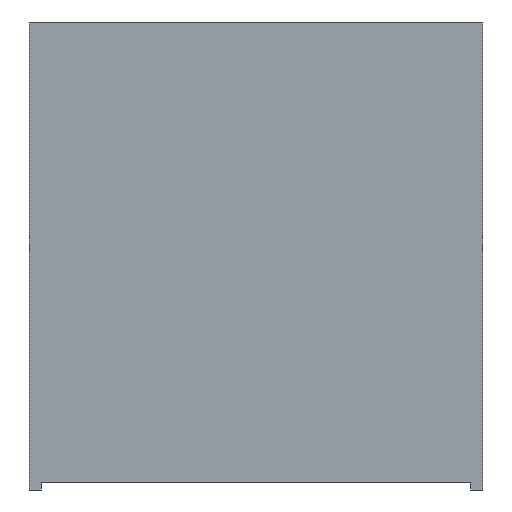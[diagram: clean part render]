
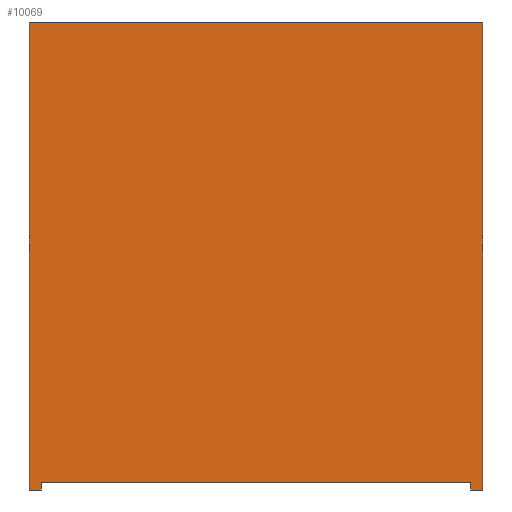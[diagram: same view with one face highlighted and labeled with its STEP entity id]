
A CAD part, front view. The second image highlights one B-rep face of the part: STEP entity #10069.
In plain terms, the highlighted planar face has unit normal (0, -1, 0).
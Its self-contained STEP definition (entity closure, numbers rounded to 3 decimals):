
#21 = EDGE_CURVE('',#22,#24,#26,.T.);
#22 = VERTEX_POINT('',#23);
#23 = CARTESIAN_POINT('',(-7.108,6.739,64.801));
#24 = VERTEX_POINT('',#25);
#25 = CARTESIAN_POINT('',(2.192,6.739,64.801));
#26 = SURFACE_CURVE('',#27,(#31,#43),.PCURVE_S1.);
#27 = LINE('',#28,#29);
#28 = CARTESIAN_POINT('',(-7.108,6.739,64.801));
#29 = VECTOR('',#30,1.);
#30 = DIRECTION('',(1.,0.,0.));
#31 = PCURVE('',#32,#37);
#32 = PLANE('',#33);
#33 = AXIS2_PLACEMENT_3D('',#34,#35,#36);
#34 = CARTESIAN_POINT('',(2.192,10.739,64.801));
#35 = DIRECTION('',(0.,0.,-1.));
#36 = DIRECTION('',(-1.,0.,0.));
#37 = DEFINITIONAL_REPRESENTATION('',(#38),#42);
#38 = LINE('',#39,#40);
#39 = CARTESIAN_POINT('',(9.3,-4.));
#40 = VECTOR('',#41,1.);
#41 = DIRECTION('',(-1.,0.));
#42 = ( GEOMETRIC_REPRESENTATION_CONTEXT(2) 
PARAMETRIC_REPRESENTATION_CONTEXT() REPRESENTATION_CONTEXT('2D SPACE',''
  ) );
#43 = PCURVE('',#44,#49);
#44 = PLANE('',#45);
#45 = AXIS2_PLACEMENT_3D('',#46,#47,#48);
#46 = CARTESIAN_POINT('',(-2.458,6.739,60.001));
#47 = DIRECTION('',(0.,1.,0.));
#48 = DIRECTION('',(0.,0.,1.));
#49 = DEFINITIONAL_REPRESENTATION('',(#50),#54);
#50 = LINE('',#51,#52);
#51 = CARTESIAN_POINT('',(4.8,-4.65));
#52 = VECTOR('',#53,1.);
#53 = DIRECTION('',(0.,1.));
#54 = ( GEOMETRIC_REPRESENTATION_CONTEXT(2) 
PARAMETRIC_REPRESENTATION_CONTEXT() REPRESENTATION_CONTEXT('2D SPACE',''
  ) );
#72 = PLANE('',#73);
#73 = AXIS2_PLACEMENT_3D('',#74,#75,#76);
#74 = CARTESIAN_POINT('',(2.192,10.739,64.801));
#75 = DIRECTION('',(-1.,0.,0.));
#76 = DIRECTION('',(0.,0.,1.));
#126 = PLANE('',#127);
#127 = AXIS2_PLACEMENT_3D('',#128,#129,#130);
#128 = CARTESIAN_POINT('',(-7.108,10.739,64.801));
#129 = DIRECTION('',(1.,0.,0.));
#130 = DIRECTION('',(0.,0.,-1.));
#4852 = PLANE('',#4853);
#4853 = AXIS2_PLACEMENT_3D('',#4854,#4855,#4856);
#4854 = CARTESIAN_POINT('',(1.942,6.739,55.201));
#4855 = DIRECTION('',(1.,0.,0.));
#4856 = DIRECTION('',(0.,0.,-1.));
#4880 = PLANE('',#4881);
#4881 = AXIS2_PLACEMENT_3D('',#4882,#4883,#4884);
#4882 = CARTESIAN_POINT('',(1.942,6.739,55.351));
#4883 = DIRECTION('',(0.,0.,1.));
#4884 = DIRECTION('',(1.,0.,0.));
#4908 = PLANE('',#4909);
#4909 = AXIS2_PLACEMENT_3D('',#4910,#4911,#4912);
#4910 = CARTESIAN_POINT('',(-6.858,6.739,55.351));
#4911 = DIRECTION('',(-1.,0.,0.));
#4912 = DIRECTION('',(0.,0.,1.));
#4936 = PLANE('',#4937);
#4937 = AXIS2_PLACEMENT_3D('',#4938,#4939,#4940);
#4938 = CARTESIAN_POINT('',(2.192,10.739,55.201));
#4939 = DIRECTION('',(0.,0.,1.));
#4940 = DIRECTION('',(1.,0.,0.));
#5007 = PLANE('',#5008);
#5008 = AXIS2_PLACEMENT_3D('',#5009,#5010,#5011);
#5009 = CARTESIAN_POINT('',(2.192,10.739,55.201));
#5010 = DIRECTION('',(0.,0.,1.));
#5011 = DIRECTION('',(1.,0.,0.));
#9841 = EDGE_CURVE('',#9842,#9844,#9846,.T.);
#9842 = VERTEX_POINT('',#9843);
#9843 = CARTESIAN_POINT('',(2.192,6.739,55.201));
#9844 = VERTEX_POINT('',#9845);
#9845 = CARTESIAN_POINT('',(1.942,6.739,55.201));
#9846 = SURFACE_CURVE('',#9847,(#9851,#9858),.PCURVE_S1.);
#9847 = LINE('',#9848,#9849);
#9848 = CARTESIAN_POINT('',(2.192,6.739,55.201));
#9849 = VECTOR('',#9850,1.);
#9850 = DIRECTION('',(-1.,0.,0.));
#9851 = PCURVE('',#5007,#9852);
#9852 = DEFINITIONAL_REPRESENTATION('',(#9853),#9857);
#9853 = LINE('',#9854,#9855);
#9854 = CARTESIAN_POINT('',(0.,-4.));
#9855 = VECTOR('',#9856,1.);
#9856 = DIRECTION('',(-1.,0.));
#9857 = ( GEOMETRIC_REPRESENTATION_CONTEXT(2) 
PARAMETRIC_REPRESENTATION_CONTEXT() REPRESENTATION_CONTEXT('2D SPACE',''
  ) );
#9858 = PCURVE('',#44,#9859);
#9859 = DEFINITIONAL_REPRESENTATION('',(#9860),#9864);
#9860 = LINE('',#9861,#9862);
#9861 = CARTESIAN_POINT('',(-4.8,4.65));
#9862 = VECTOR('',#9863,1.);
#9863 = DIRECTION('',(0.,-1.));
#9864 = ( GEOMETRIC_REPRESENTATION_CONTEXT(2) 
PARAMETRIC_REPRESENTATION_CONTEXT() REPRESENTATION_CONTEXT('2D SPACE',''
  ) );
#9912 = EDGE_CURVE('',#9913,#22,#9915,.T.);
#9913 = VERTEX_POINT('',#9914);
#9914 = CARTESIAN_POINT('',(-7.108,6.739,55.201));
#9915 = SURFACE_CURVE('',#9916,(#9920,#9927),.PCURVE_S1.);
#9916 = LINE('',#9917,#9918);
#9917 = CARTESIAN_POINT('',(-7.108,6.739,55.201));
#9918 = VECTOR('',#9919,1.);
#9919 = DIRECTION('',(0.,0.,1.));
#9920 = PCURVE('',#126,#9921);
#9921 = DEFINITIONAL_REPRESENTATION('',(#9922),#9926);
#9922 = LINE('',#9923,#9924);
#9923 = CARTESIAN_POINT('',(9.6,-4.));
#9924 = VECTOR('',#9925,1.);
#9925 = DIRECTION('',(-1.,0.));
#9926 = ( GEOMETRIC_REPRESENTATION_CONTEXT(2) 
PARAMETRIC_REPRESENTATION_CONTEXT() REPRESENTATION_CONTEXT('2D SPACE',''
  ) );
#9927 = PCURVE('',#44,#9928);
#9928 = DEFINITIONAL_REPRESENTATION('',(#9929),#9933);
#9929 = LINE('',#9930,#9931);
#9930 = CARTESIAN_POINT('',(-4.8,-4.65));
#9931 = VECTOR('',#9932,1.);
#9932 = DIRECTION('',(1.,0.));
#9933 = ( GEOMETRIC_REPRESENTATION_CONTEXT(2) 
PARAMETRIC_REPRESENTATION_CONTEXT() REPRESENTATION_CONTEXT('2D SPACE',''
  ) );
#9977 = EDGE_CURVE('',#24,#9842,#9978,.T.);
#9978 = SURFACE_CURVE('',#9979,(#9983,#9990),.PCURVE_S1.);
#9979 = LINE('',#9980,#9981);
#9980 = CARTESIAN_POINT('',(2.192,6.739,64.801));
#9981 = VECTOR('',#9982,1.);
#9982 = DIRECTION('',(0.,0.,-1.));
#9983 = PCURVE('',#72,#9984);
#9984 = DEFINITIONAL_REPRESENTATION('',(#9985),#9989);
#9985 = LINE('',#9986,#9987);
#9986 = CARTESIAN_POINT('',(0.,-4.));
#9987 = VECTOR('',#9988,1.);
#9988 = DIRECTION('',(-1.,0.));
#9989 = ( GEOMETRIC_REPRESENTATION_CONTEXT(2) 
PARAMETRIC_REPRESENTATION_CONTEXT() REPRESENTATION_CONTEXT('2D SPACE',''
  ) );
#9990 = PCURVE('',#44,#9991);
#9991 = DEFINITIONAL_REPRESENTATION('',(#9992),#9996);
#9992 = LINE('',#9993,#9994);
#9993 = CARTESIAN_POINT('',(4.8,4.65));
#9994 = VECTOR('',#9995,1.);
#9995 = DIRECTION('',(-1.,0.));
#9996 = ( GEOMETRIC_REPRESENTATION_CONTEXT(2) 
PARAMETRIC_REPRESENTATION_CONTEXT() REPRESENTATION_CONTEXT('2D SPACE',''
  ) );
#10006 = VERTEX_POINT('',#10007);
#10007 = CARTESIAN_POINT('',(-6.858,6.739,55.201));
#10028 = EDGE_CURVE('',#10006,#9913,#10029,.T.);
#10029 = SURFACE_CURVE('',#10030,(#10034,#10041),.PCURVE_S1.);
#10030 = LINE('',#10031,#10032);
#10031 = CARTESIAN_POINT('',(-6.858,6.739,55.201));
#10032 = VECTOR('',#10033,1.);
#10033 = DIRECTION('',(-1.,0.,0.));
#10034 = PCURVE('',#4936,#10035);
#10035 = DEFINITIONAL_REPRESENTATION('',(#10036),#10040);
#10036 = LINE('',#10037,#10038);
#10037 = CARTESIAN_POINT('',(-9.05,-4.));
#10038 = VECTOR('',#10039,1.);
#10039 = DIRECTION('',(-1.,0.));
#10040 = ( GEOMETRIC_REPRESENTATION_CONTEXT(2) 
PARAMETRIC_REPRESENTATION_CONTEXT() REPRESENTATION_CONTEXT('2D SPACE',''
  ) );
#10041 = PCURVE('',#44,#10042);
#10042 = DEFINITIONAL_REPRESENTATION('',(#10043),#10047);
#10043 = LINE('',#10044,#10045);
#10044 = CARTESIAN_POINT('',(-4.8,-4.4));
#10045 = VECTOR('',#10046,1.);
#10046 = DIRECTION('',(0.,-1.));
#10047 = ( GEOMETRIC_REPRESENTATION_CONTEXT(2) 
PARAMETRIC_REPRESENTATION_CONTEXT() REPRESENTATION_CONTEXT('2D SPACE',''
  ) );
#10069 = ADVANCED_FACE('',(#10070),#44,.F.);
#10070 = FACE_BOUND('',#10071,.T.);
#10071 = EDGE_LOOP('',(#10072,#10097,#10118,#10119,#10120,#10121,#10122,
    #10123));
#10072 = ORIENTED_EDGE('',*,*,#10073,.T.);
#10073 = EDGE_CURVE('',#10074,#10076,#10078,.T.);
#10074 = VERTEX_POINT('',#10075);
#10075 = CARTESIAN_POINT('',(-6.858,6.739,55.351));
#10076 = VERTEX_POINT('',#10077);
#10077 = CARTESIAN_POINT('',(1.942,6.739,55.351));
#10078 = SURFACE_CURVE('',#10079,(#10083,#10090),.PCURVE_S1.);
#10079 = LINE('',#10080,#10081);
#10080 = CARTESIAN_POINT('',(-6.858,6.739,55.351));
#10081 = VECTOR('',#10082,1.);
#10082 = DIRECTION('',(1.,0.,0.));
#10083 = PCURVE('',#44,#10084);
#10084 = DEFINITIONAL_REPRESENTATION('',(#10085),#10089);
#10085 = LINE('',#10086,#10087);
#10086 = CARTESIAN_POINT('',(-4.65,-4.4));
#10087 = VECTOR('',#10088,1.);
#10088 = DIRECTION('',(0.,1.));
#10089 = ( GEOMETRIC_REPRESENTATION_CONTEXT(2) 
PARAMETRIC_REPRESENTATION_CONTEXT() REPRESENTATION_CONTEXT('2D SPACE',''
  ) );
#10090 = PCURVE('',#4880,#10091);
#10091 = DEFINITIONAL_REPRESENTATION('',(#10092),#10096);
#10092 = LINE('',#10093,#10094);
#10093 = CARTESIAN_POINT('',(-8.8,0.));
#10094 = VECTOR('',#10095,1.);
#10095 = DIRECTION('',(1.,0.));
#10096 = ( GEOMETRIC_REPRESENTATION_CONTEXT(2) 
PARAMETRIC_REPRESENTATION_CONTEXT() REPRESENTATION_CONTEXT('2D SPACE',''
  ) );
#10097 = ORIENTED_EDGE('',*,*,#10098,.T.);
#10098 = EDGE_CURVE('',#10076,#9844,#10099,.T.);
#10099 = SURFACE_CURVE('',#10100,(#10104,#10111),.PCURVE_S1.);
#10100 = LINE('',#10101,#10102);
#10101 = CARTESIAN_POINT('',(1.942,6.739,55.351));
#10102 = VECTOR('',#10103,1.);
#10103 = DIRECTION('',(0.,0.,-1.));
#10104 = PCURVE('',#44,#10105);
#10105 = DEFINITIONAL_REPRESENTATION('',(#10106),#10110);
#10106 = LINE('',#10107,#10108);
#10107 = CARTESIAN_POINT('',(-4.65,4.4));
#10108 = VECTOR('',#10109,1.);
#10109 = DIRECTION('',(-1.,0.));
#10110 = ( GEOMETRIC_REPRESENTATION_CONTEXT(2) 
PARAMETRIC_REPRESENTATION_CONTEXT() REPRESENTATION_CONTEXT('2D SPACE',''
  ) );
#10111 = PCURVE('',#4852,#10112);
#10112 = DEFINITIONAL_REPRESENTATION('',(#10113),#10117);
#10113 = LINE('',#10114,#10115);
#10114 = CARTESIAN_POINT('',(-0.15,0.));
#10115 = VECTOR('',#10116,1.);
#10116 = DIRECTION('',(1.,0.));
#10117 = ( GEOMETRIC_REPRESENTATION_CONTEXT(2) 
PARAMETRIC_REPRESENTATION_CONTEXT() REPRESENTATION_CONTEXT('2D SPACE',''
  ) );
#10118 = ORIENTED_EDGE('',*,*,#9841,.F.);
#10119 = ORIENTED_EDGE('',*,*,#9977,.F.);
#10120 = ORIENTED_EDGE('',*,*,#21,.F.);
#10121 = ORIENTED_EDGE('',*,*,#9912,.F.);
#10122 = ORIENTED_EDGE('',*,*,#10028,.F.);
#10123 = ORIENTED_EDGE('',*,*,#10124,.T.);
#10124 = EDGE_CURVE('',#10006,#10074,#10125,.T.);
#10125 = SURFACE_CURVE('',#10126,(#10130,#10137),.PCURVE_S1.);
#10126 = LINE('',#10127,#10128);
#10127 = CARTESIAN_POINT('',(-6.858,6.739,55.201));
#10128 = VECTOR('',#10129,1.);
#10129 = DIRECTION('',(0.,0.,1.));
#10130 = PCURVE('',#44,#10131);
#10131 = DEFINITIONAL_REPRESENTATION('',(#10132),#10136);
#10132 = LINE('',#10133,#10134);
#10133 = CARTESIAN_POINT('',(-4.8,-4.4));
#10134 = VECTOR('',#10135,1.);
#10135 = DIRECTION('',(1.,0.));
#10136 = ( GEOMETRIC_REPRESENTATION_CONTEXT(2) 
PARAMETRIC_REPRESENTATION_CONTEXT() REPRESENTATION_CONTEXT('2D SPACE',''
  ) );
#10137 = PCURVE('',#4908,#10138);
#10138 = DEFINITIONAL_REPRESENTATION('',(#10139),#10143);
#10139 = LINE('',#10140,#10141);
#10140 = CARTESIAN_POINT('',(-0.15,0.));
#10141 = VECTOR('',#10142,1.);
#10142 = DIRECTION('',(1.,0.));
#10143 = ( GEOMETRIC_REPRESENTATION_CONTEXT(2) 
PARAMETRIC_REPRESENTATION_CONTEXT() REPRESENTATION_CONTEXT('2D SPACE',''
  ) );
